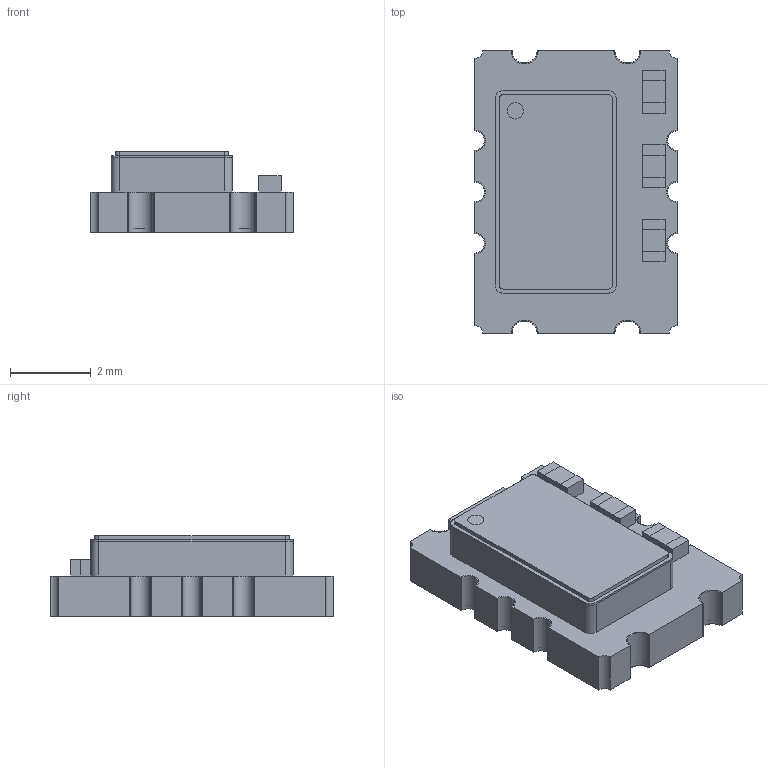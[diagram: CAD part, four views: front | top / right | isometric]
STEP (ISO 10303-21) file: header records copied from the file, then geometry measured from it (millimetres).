
FILE_DESCRIPTION(/* description */ (''),/* implementation_level */ '2;1');
FILE_NAME(/* name */ 'OSC_CONNOR-WINFIELD_T.stp',/* time_stamp */ '2016-09-12T13:44:22+02:00',/* author */ ('riccim'),/* organization */ (''),/* preprocessor_version */ 'ST-DEVELOPER v15.5',/* originating_system */ 'AutoCAD Mechanical',/* authorisation */ '');
FILE_SCHEMA (('AUTOMOTIVE_DESIGN { 1 0 10303 214 3 1 1 }'));
Length unit declared in the file: millimetre
Products named in the file (1): Product
Bounding box: 5 x 7 x 2 mm (x, y, z)
Volume: 49.2 mm3; surface area: 242.2 mm2
Topology: 34 solids, 34 shells, 319 faces, 757 edges, 514 vertices
Faces by surface type: plane 261, cylinder 58
Full cylindrical faces by diameter (mm): 0.4 x2
Entity records: 9149 total; most frequent: CARTESIAN_POINT 1589, DIRECTION 1531, ORIENTED_EDGE 1496, EDGE_CURVE 748, LINE 619, VECTOR 619, VERTEX_POINT 500, AXIS2_PLACEMENT_3D 456
